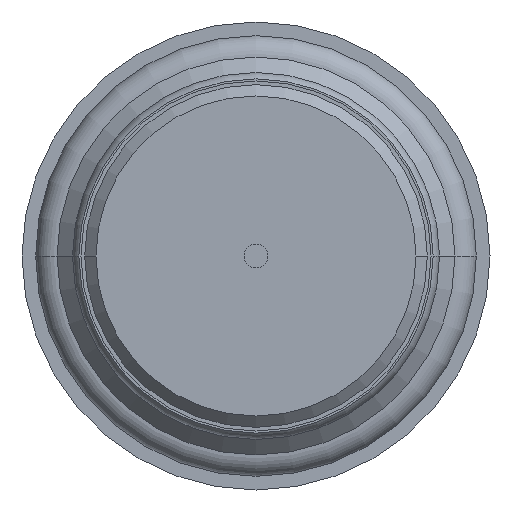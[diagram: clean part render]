
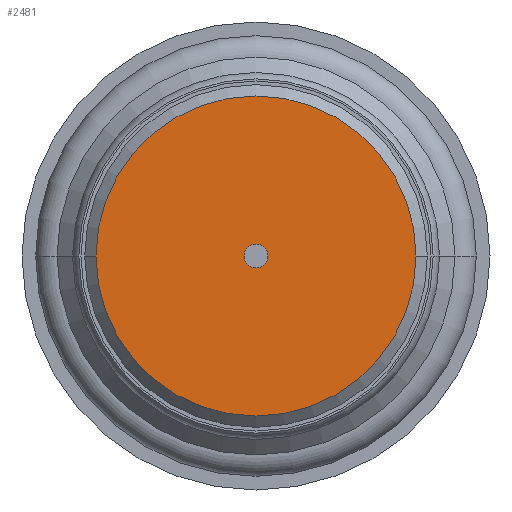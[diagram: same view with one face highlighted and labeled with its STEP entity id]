
A CAD part, left-side view. The second image highlights one B-rep face of the part: STEP entity #2481.
In plain terms, the highlighted planar face has unit normal (-1, 0, 0).
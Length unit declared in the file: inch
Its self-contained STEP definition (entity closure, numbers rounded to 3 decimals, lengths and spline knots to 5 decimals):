
#307=CARTESIAN_POINT('',(-2.118,0.,0.));
#308=DIRECTION('',(-1.,0.,0.));
#309=DIRECTION('',(0.,-1.,0.));
#310=AXIS2_PLACEMENT_3D('',#307,#308,#309);
#323=CARTESIAN_POINT('',(-2.118,0.,0.));
#324=DIRECTION('',(1.,0.,0.));
#325=DIRECTION('',(0.,1.,0.));
#326=AXIS2_PLACEMENT_3D('',#323,#324,#325);
#331=CARTESIAN_POINT('',(-2.118,0.,0.));
#332=DIRECTION('',(1.,0.,0.));
#333=DIRECTION('',(0.,-1.,0.));
#334=AXIS2_PLACEMENT_3D('',#331,#332,#333);
#339=CARTESIAN_POINT('',(-2.118,0.,0.));
#340=DIRECTION('',(1.,0.,0.));
#341=DIRECTION('',(0.,-1.,0.));
#342=AXIS2_PLACEMENT_3D('',#339,#340,#341);
#1924=CARTESIAN_POINT('',(-2.118,-0.4275,0.));
#1925=CARTESIAN_POINT('',(-2.118,0.4275,0.));
#1926=VERTEX_POINT('',#1924);
#1927=VERTEX_POINT('',#1925);
#2032=CARTESIAN_POINT('',(-2.118,0.0315,0.));
#2033=CARTESIAN_POINT('',(-2.118,-0.0315,0.));
#2034=VERTEX_POINT('',#2032);
#2035=VERTEX_POINT('',#2033);
#2465=CARTESIAN_POINT('',(-2.118,0.,0.));
#2466=DIRECTION('',(1.,0.,0.));
#2467=DIRECTION('',(0.,0.,-1.));
#2468=AXIS2_PLACEMENT_3D('',#2465,#2466,#2467);
#2469=PLANE('',#2468);
#2471=ORIENTED_EDGE('',*,*,#2470,.T.);
#2472=ORIENTED_EDGE('',*,*,#2455,.F.);
#2473=EDGE_LOOP('',(#2471,#2472));
#2474=FACE_OUTER_BOUND('',#2473,.F.);
#2476=ORIENTED_EDGE('',*,*,#2475,.F.);
#2478=ORIENTED_EDGE('',*,*,#2477,.F.);
#2479=EDGE_LOOP('',(#2476,#2478));
#2480=FACE_BOUND('',#2479,.F.);
#311=CIRCLE('',#310,0.4275);
#327=CIRCLE('',#326,0.0315);
#335=CIRCLE('',#334,0.0315);
#343=CIRCLE('',#342,0.4275);
#2455=EDGE_CURVE('',#1926,#1927,#311,.T.);
#2470=EDGE_CURVE('',#1926,#1927,#343,.T.);
#2475=EDGE_CURVE('',#2034,#2035,#327,.T.);
#2477=EDGE_CURVE('',#2035,#2034,#335,.T.);
#2481=ADVANCED_FACE('',(#2474,#2480),#2469,.F.);
